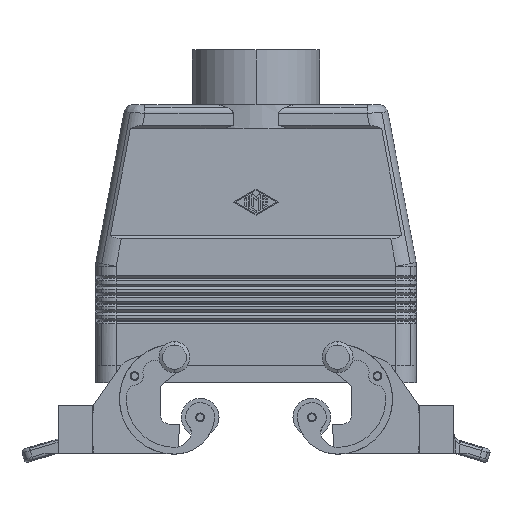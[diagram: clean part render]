
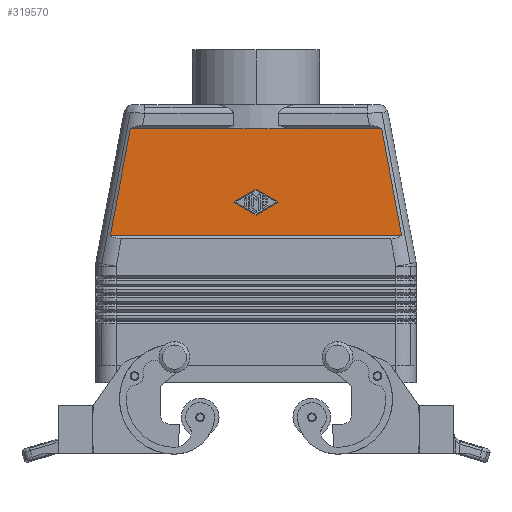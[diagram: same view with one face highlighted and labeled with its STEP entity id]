
A CAD part, front view. The second image highlights one B-rep face of the part: STEP entity #319570.
In plain terms, the highlighted planar face has unit normal (0, -1, 0).
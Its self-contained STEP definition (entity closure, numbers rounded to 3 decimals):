
#14890=CARTESIAN_POINT('',(42.42,-20.5,43.));
#14900=VERTEX_POINT('',#14890);
#14930=CARTESIAN_POINT('',(36.587,-20.5,74.));
#14940=DIRECTION('',(0.185,0.,-0.983));
#14950=VECTOR('',#14940,31.544);
#14960=LINE('',#14930,#14950);
#14970=CARTESIAN_POINT('',(36.587,-20.5,74.));
#14980=VERTEX_POINT('',#14970);
#14990=EDGE_CURVE('',#14980,#14900,#14960,.T.);
#17530=CARTESIAN_POINT('',(-36.587,-20.5,74.));
#17540=VERTEX_POINT('',#17530);
#17570=CARTESIAN_POINT('',(-42.42,-20.5,43.));
#17580=DIRECTION('',(0.185,0.,0.983));
#17590=VECTOR('',#17580,31.544);
#17600=LINE('',#17570,#17590);
#17610=CARTESIAN_POINT('',(-42.42,-20.5,43.));
#17620=VERTEX_POINT('',#17610);
#17630=EDGE_CURVE('',#17620,#17540,#17600,.T.);
#110340=CARTESIAN_POINT('',(9.274,-20.5,74.));
#110350=VERTEX_POINT('',#110340);
#110430=CARTESIAN_POINT('',(-9.274,-20.5,74.));
#110440=VERTEX_POINT('',#110430);
#112180=CARTESIAN_POINT('',(-9.274,-20.5,74.));
#112190=DIRECTION('',(1.,0.,0.));
#112200=VECTOR('',#112190,18.547);
#112210=LINE('',#112180,#112200);
#112220=EDGE_CURVE('',#110440,#110350,#112210,.T.);
#114700=CARTESIAN_POINT('',(9.274,-20.5,74.));
#114710=DIRECTION('',(1.,0.,0.));
#114720=VECTOR('',#114710,27.313);
#114730=LINE('',#114700,#114720);
#114740=EDGE_CURVE('',#110350,#14980,#114730,.T.);
#114920=CARTESIAN_POINT('',(-36.587,-20.5,74.));
#114930=DIRECTION('',(1.,0.,0.));
#114940=VECTOR('',#114930,27.313);
#114950=LINE('',#114920,#114940);
#114960=EDGE_CURVE('',#17540,#110440,#114950,.T.);
#309130=CARTESIAN_POINT('',(6.5,-20.5,52.65));
#309140=VERTEX_POINT('',#309130);
#309310=CARTESIAN_POINT('',(0.,-20.5,56.399));
#309320=VERTEX_POINT('',#309310);
#309350=CARTESIAN_POINT('',(0.,-20.5,56.399));
#309360=DIRECTION('',(0.866,0.,-0.5));
#309370=VECTOR('',#309360,7.504);
#309380=LINE('',#309350,#309370);
#309390=EDGE_CURVE('',#309320,#309140,#309380,.T.);
#309600=CARTESIAN_POINT('',(0.,-20.5,48.901));
#309610=VERTEX_POINT('',#309600);
#309730=CARTESIAN_POINT('',(6.5,-20.5,52.65));
#309740=DIRECTION('',(-0.866,0.,-0.5));
#309750=VECTOR('',#309740,7.504);
#309760=LINE('',#309730,#309750);
#309770=EDGE_CURVE('',#309140,#309610,#309760,.T.);
#310650=CARTESIAN_POINT('',(-6.5,-20.5,52.65));
#310660=VERTEX_POINT('',#310650);
#310780=CARTESIAN_POINT('',(0.,-20.5,48.901));
#310790=DIRECTION('',(-0.866,0.,0.5));
#310800=VECTOR('',#310790,7.504);
#310810=LINE('',#310780,#310800);
#310820=EDGE_CURVE('',#309610,#310660,#310810,.T.);
#311070=CARTESIAN_POINT('',(-6.5,-20.5,52.65));
#311080=DIRECTION('',(0.866,0.,0.5));
#311090=VECTOR('',#311080,7.504);
#311100=LINE('',#311070,#311090);
#311110=EDGE_CURVE('',#310660,#309320,#311100,.T.);
#319330=CARTESIAN_POINT('',(0.,-20.5,74.));
#319340=DIRECTION('',(0.,1.,0.));
#319350=DIRECTION('',(0.,0.,1.));
#319360=AXIS2_PLACEMENT_3D('',#319330,#319340,#319350);
#319370=PLANE('',#319360);
#319380=CARTESIAN_POINT('',(-42.42,-20.5,43.));
#319390=DIRECTION('',(1.,0.,0.));
#319400=VECTOR('',#319390,84.84);
#319410=LINE('',#319380,#319400);
#319420=EDGE_CURVE('',#17620,#14900,#319410,.T.);
#319430=ORIENTED_EDGE('',*,*,#319420,.T.);
#319440=ORIENTED_EDGE('',*,*,#17630,.F.);
#319450=ORIENTED_EDGE('',*,*,#114960,.F.);
#319460=ORIENTED_EDGE('',*,*,#112220,.F.);
#319470=ORIENTED_EDGE('',*,*,#114740,.F.);
#319480=ORIENTED_EDGE('',*,*,#14990,.F.);
#319490=EDGE_LOOP('',(#319480,#319470,#319460,#319450,#319440,#319430));
#319500=FACE_OUTER_BOUND('',#319490,.T.);
#319510=ORIENTED_EDGE('',*,*,#309770,.T.);
#319520=ORIENTED_EDGE('',*,*,#309390,.T.);
#319530=ORIENTED_EDGE('',*,*,#311110,.T.);
#319540=ORIENTED_EDGE('',*,*,#310820,.T.);
#319550=EDGE_LOOP('',(#319540,#319530,#319520,#319510));
#319560=FACE_BOUND('',#319550,.T.);
#319570=ADVANCED_FACE('',(#319500,#319560),#319370,.F.);
